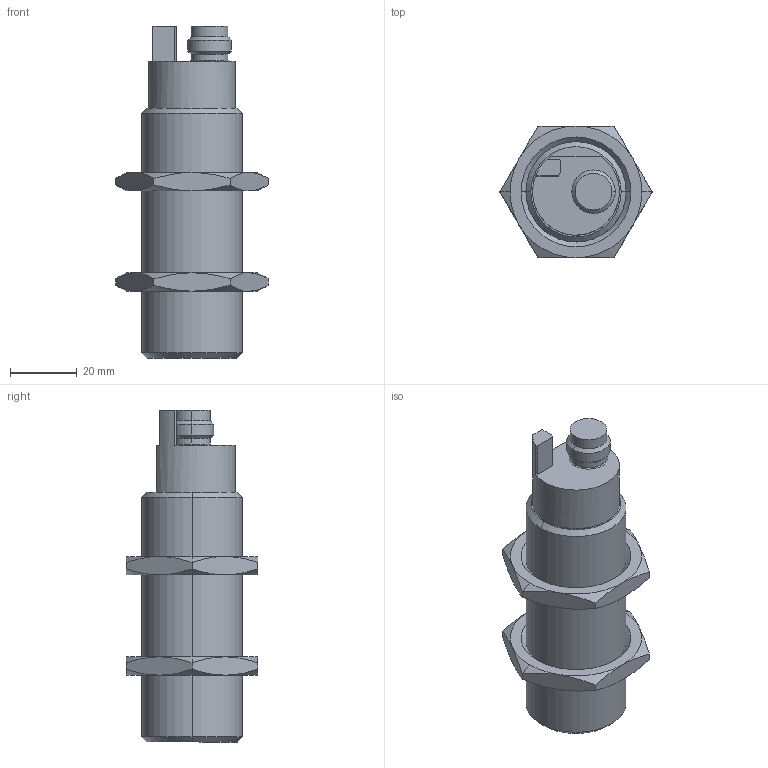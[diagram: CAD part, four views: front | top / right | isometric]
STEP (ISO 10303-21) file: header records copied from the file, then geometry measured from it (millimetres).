
FILE_DESCRIPTION((''),'2;1');
FILE_NAME('ASM0001_ASM','2011-11-30T',('dhelisch'),(''),'PRO/ENGINEER BY PARAMETRIC TECHNOLOGY CORPORATION, 2007250','PRO/ENGINEER BY PARAMETRIC TECHNOLOGY CORPORATION, 2007250','');
FILE_SCHEMA(('CONFIG_CONTROL_DESIGN'));
Length unit declared in the file: millimetre
Products named in the file (3): UC500-30GM70-IE2R2-V15; SECHSKANTMUTTER_4; ASM0001_ASM
Assembly tree (3 placements, depth 2):
  ASM0001_ASM
    UC500-30GM70-IE2R2-V15
    SECHSKANTMUTTER_4  x2
Bounding box: 45.51 x 39.41 x 99.3 mm (x, y, z)
Volume: 67489.3 mm3; surface area: 14644.5 mm2
Topology: 3 solids, 3 shells, 124 faces, 293 edges, 200 vertices
Faces by surface type: plane 53, cone 48, cylinder 21, torus 2
Entity records: 3487 total; most frequent: CARTESIAN_POINT 613, DIRECTION 485, ORIENTED_EDGE 418, EDGE_CURVE 209, AXIS2_PLACEMENT_3D 176, VECTOR 133, LINE 133, VERTEX_POINT 128
